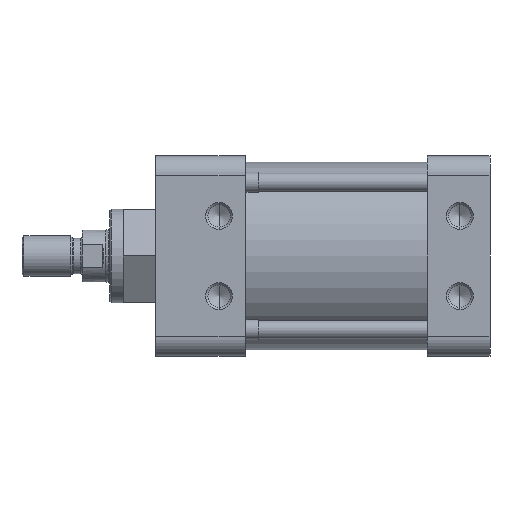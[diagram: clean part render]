
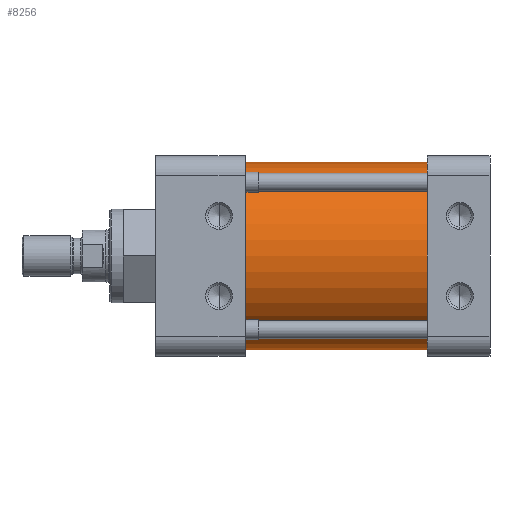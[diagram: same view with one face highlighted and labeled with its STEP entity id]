
A CAD part, front view. The second image highlights one B-rep face of the part: STEP entity #8256.
In plain terms, the highlighted cylindrical face has radius 44.45 mm (diameter 88.9 mm), a partial arc.
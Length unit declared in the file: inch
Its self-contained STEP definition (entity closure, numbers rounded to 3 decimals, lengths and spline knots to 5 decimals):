
#78 = DIRECTION ( 'NONE',  ( 1., 0., 0. ) ) ;
#127 = CYLINDRICAL_SURFACE ( 'NONE', #6233, 1.75 ) ;
#844 = CARTESIAN_POINT ( 'NONE',  ( 5.076, 0., 0. ) ) ;
#1480 = CARTESIAN_POINT ( 'NONE',  ( 1.67, 0., 0. ) ) ;
#1541 = FACE_OUTER_BOUND ( 'NONE', #6958, .T. ) ;
#2226 = EDGE_CURVE ( 'NONE', #10989, #8146, #4427, .T. ) ;
#2343 = ORIENTED_EDGE ( 'NONE', *, *, #4053, .T. ) ;
#2361 = AXIS2_PLACEMENT_3D ( 'NONE', #844, #14267, #8797 ) ;
#2583 = DIRECTION ( 'NONE',  ( 0., 0., -1. ) ) ;
#3153 = VERTEX_POINT ( 'NONE', #9768 ) ;
#3192 = CARTESIAN_POINT ( 'NONE',  ( 5.076, 0., 0. ) ) ;
#3610 = CARTESIAN_POINT ( 'NONE',  ( 5.076, 0., -1.75 ) ) ;
#4053 = EDGE_CURVE ( 'NONE', #7697, #3153, #7985, .T. ) ;
#4161 = ORIENTED_EDGE ( 'NONE', *, *, #8665, .T. ) ;
#4427 = CIRCLE ( 'NONE', #2361, 1.75 ) ;
#5479 = LINE ( 'NONE', #13732, #11574 ) ;
#6233 = AXIS2_PLACEMENT_3D ( 'NONE', #3192, #12352, #11271 ) ;
#6408 = CARTESIAN_POINT ( 'NONE',  ( 1.67, 0., 1.75 ) ) ;
#6527 = CARTESIAN_POINT ( 'NONE',  ( 5.076, 0., 1.75 ) ) ;
#6958 = EDGE_LOOP ( 'NONE', ( #7254, #2343, #4161, #13093 ) ) ;
#7093 = EDGE_CURVE ( 'NONE', #7697, #8146, #5479, .T. ) ;
#7254 = ORIENTED_EDGE ( 'NONE', *, *, #7093, .F. ) ;
#7697 = VERTEX_POINT ( 'NONE', #6408 ) ;
#7808 = AXIS2_PLACEMENT_3D ( 'NONE', #1480, #9471, #2583 ) ;
#7985 = CIRCLE ( 'NONE', #7808, 1.75 ) ;
#8146 = VERTEX_POINT ( 'NONE', #6527 ) ;
#8256 = ADVANCED_FACE ( 'NONE', ( #1541 ), #127, .T. ) ;
#8665 = EDGE_CURVE ( 'NONE', #3153, #10989, #8686, .T. ) ;
#8686 = LINE ( 'NONE', #10345, #11343 ) ;
#8797 = DIRECTION ( 'NONE',  ( 0., 0., -1. ) ) ;
#9471 = DIRECTION ( 'NONE',  ( 1., 0., 0. ) ) ;
#9768 = CARTESIAN_POINT ( 'NONE',  ( 1.67, 0., -1.75 ) ) ;
#10345 = CARTESIAN_POINT ( 'NONE',  ( 5.076, 0., -1.75 ) ) ;
#10381 = DIRECTION ( 'NONE',  ( 1., 0., 0. ) ) ;
#10989 = VERTEX_POINT ( 'NONE', #3610 ) ;
#11271 = DIRECTION ( 'NONE',  ( 0., 0., -1. ) ) ;
#11343 = VECTOR ( 'NONE', #78, 39.37008 ) ;
#11574 = VECTOR ( 'NONE', #10381, 39.37008 ) ;
#12352 = DIRECTION ( 'NONE',  ( 1., 0., 0. ) ) ;
#13093 = ORIENTED_EDGE ( 'NONE', *, *, #2226, .T. ) ;
#13732 = CARTESIAN_POINT ( 'NONE',  ( 5.076, 0., 1.75 ) ) ;
#14267 = DIRECTION ( 'NONE',  ( -1., 0., 0. ) ) ;
